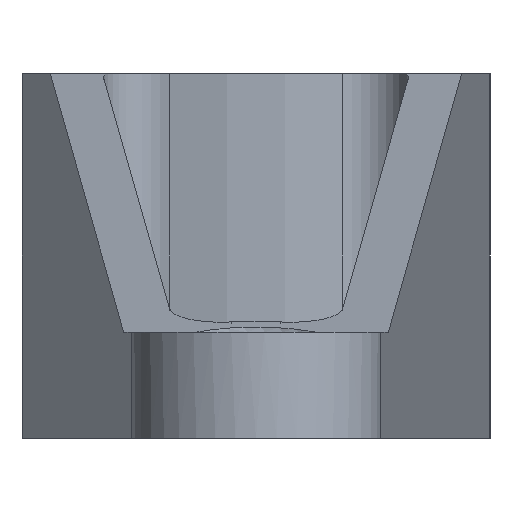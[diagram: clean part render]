
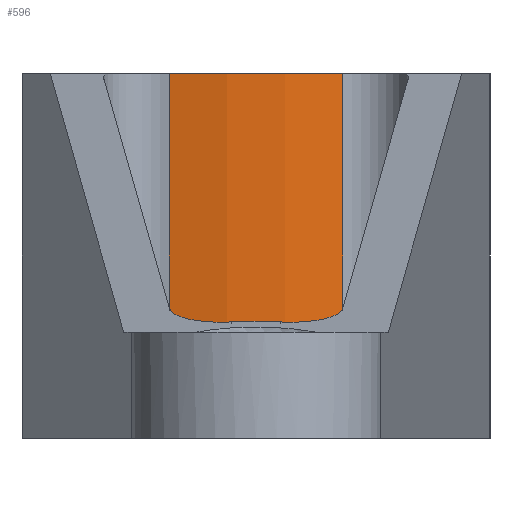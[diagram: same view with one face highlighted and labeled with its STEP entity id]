
A CAD part, front view. The second image highlights one B-rep face of the part: STEP entity #596.
In plain terms, the highlighted cylindrical face has radius 32.5 mm (diameter 65 mm), a partial arc.
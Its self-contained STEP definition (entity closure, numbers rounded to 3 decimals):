
#54=LINE('',#977,#109);
#65=LINE('',#1017,#120);
#109=VECTOR('',#782,10.);
#120=VECTOR('',#827,10.);
#169=FACE_OUTER_BOUND('',#201,.T.);
#201=EDGE_LOOP('',(#495,#496,#497,#498));
#223=CIRCLE('',#655,32.5);
#231=CIRCLE('',#668,32.5);
#283=VERTEX_POINT('',#974);
#284=VERTEX_POINT('',#976);
#286=VERTEX_POINT('',#984);
#296=VERTEX_POINT('',#1015);
#353=EDGE_CURVE('',#283,#284,#54,.T.);
#357=EDGE_CURVE('',#284,#286,#223,.T.);
#373=EDGE_CURVE('',#283,#296,#231,.T.);
#374=EDGE_CURVE('',#286,#296,#65,.T.);
#495=ORIENTED_EDGE('',*,*,#353,.F.);
#496=ORIENTED_EDGE('',*,*,#373,.T.);
#497=ORIENTED_EDGE('',*,*,#374,.F.);
#498=ORIENTED_EDGE('',*,*,#357,.F.);
#570=CYLINDRICAL_SURFACE('',#667,32.5);
#596=ADVANCED_FACE('',(#169),#570,.T.);
#655=AXIS2_PLACEMENT_3D('',#985,#791,#792);
#667=AXIS2_PLACEMENT_3D('',#1014,#823,#824);
#668=AXIS2_PLACEMENT_3D('',#1016,#825,#826);
#782=DIRECTION('',(0.,0.,1.));
#791=DIRECTION('center_axis',(0.,0.,1.));
#792=DIRECTION('ref_axis',(1.,0.,0.));
#823=DIRECTION('center_axis',(0.,0.,-1.));
#824=DIRECTION('ref_axis',(1.,0.,0.));
#825=DIRECTION('center_axis',(0.,0.,1.));
#826=DIRECTION('ref_axis',(1.,0.,0.));
#827=DIRECTION('',(0.,0.,-1.));
#974=CARTESIAN_POINT('',(-8.333,101.086,10.));
#976=CARTESIAN_POINT('',(-8.333,101.086,35.));
#977=CARTESIAN_POINT('',(-8.333,101.086,35.));
#984=CARTESIAN_POINT('',(8.336,101.087,35.));
#985=CARTESIAN_POINT('Origin',(0.,132.5,35.));
#1014=CARTESIAN_POINT('Origin',(0.,132.5,35.));
#1015=CARTESIAN_POINT('',(8.336,101.087,10.));
#1016=CARTESIAN_POINT('Origin',(0.,132.5,10.));
#1017=CARTESIAN_POINT('',(8.336,101.087,35.));
